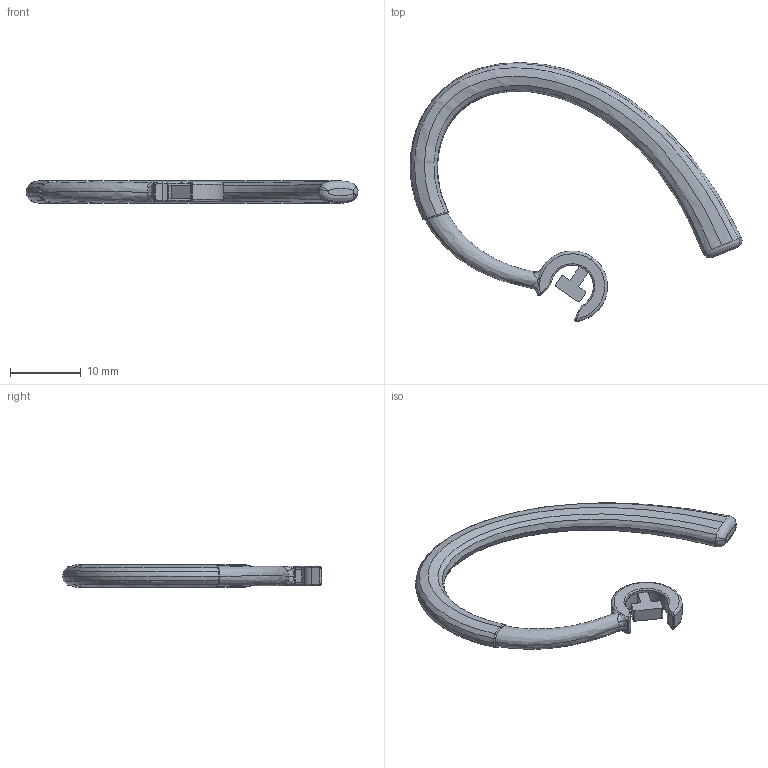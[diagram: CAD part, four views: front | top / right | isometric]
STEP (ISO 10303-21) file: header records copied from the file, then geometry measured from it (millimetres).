
FILE_DESCRIPTION(/* description */ (''),/* implementation_level */ '2;1');
FILE_NAME(/* name */ 'ear hook.stp',/* time_stamp */ '2020-12-13T00:06:02+08:00',/* author */ (''),/* organization */ (''),/* preprocessor_version */ 'ST-DEVELOPER v15',/* originating_system */ 'SIEMENS PLM Software NX 9.0',/* authorisation */ '');
FILE_SCHEMA (('AP203_CONFIGURATION_CONTROLLED_3D_DESIGN_OF_MECHANICAL_PARTS_AND_ASSEMBLIES_MIM_LF { 1 0 10303 403 2 1 2}'));
Length unit declared in the file: millimetre
Products named in the file (1): user437833668fhd
Bounding box: 46.84 x 36.57 x 3.16 mm (x, y, z)
Volume: 1009.9 mm3; surface area: 1638.4 mm2
Topology: 3 solids, 3 shells, 195 faces, 557 edges, 371 vertices
Faces by surface type: bspline 64, cylinder 60, plane 51, torus 14, extrusion 6
Entity records: 10592 total; most frequent: CARTESIAN_POINT 6006, ORIENTED_EDGE 1112, DIRECTION 702, EDGE_CURVE 556, VERTEX_POINT 371, AXIS2_PLACEMENT_3D 273, B_SPLINE_CURVE_WITH_KNOTS 251, EDGE_LOOP 203
